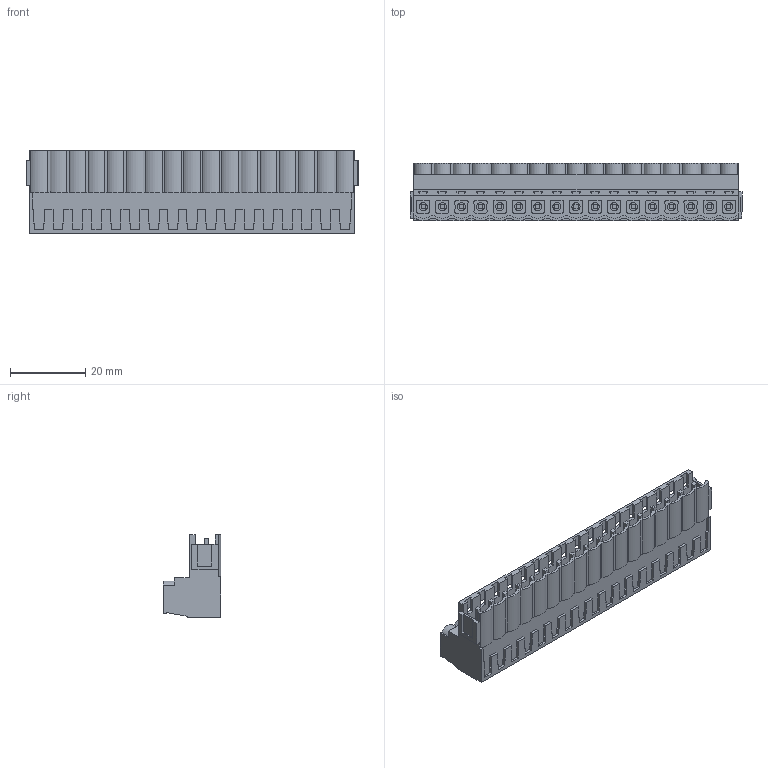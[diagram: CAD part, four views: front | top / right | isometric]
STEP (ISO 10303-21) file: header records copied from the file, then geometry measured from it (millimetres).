
FILE_DESCRIPTION(('CATIA V5 STEP Exchange','CAx-IF Rec.Pracs.--- Model Styling and Organization---1.4--- 2014-01-23'),'2;1');
FILE_NAME ('D1454243_1_1645150000_1645150000.stp','2022-08-02T13:29:04+00:00',('none'),('Weidmueller'),'CATIA Version 5-6 Release 2016 SP3 HF44','CATIA V5 STEP AP214','none');
FILE_SCHEMA(('AUTOMOTIVE_DESIGN { 1 0 10303 214 1 1 1 1 }'));
Length unit declared in the file: millimetre
Products named in the file (1): 1645150000
Bounding box: 88.32 x 15.3 x 22.05 mm (x, y, z)
Volume: 14792.6 mm3; surface area: 12638.1 mm2
Topology: 35 solids, 35 shells, 1188 faces, 3092 edges, 2042 vertices
Faces by surface type: plane 899, cylinder 221, extrusion 68
Entity records: 35211 total; most frequent: CARTESIAN_POINT 8406, ORIENTED_EDGE 6184, DIRECTION 4177, EDGE_CURVE 3092, VECTOR 2512, LINE 2444, VERTEX_POINT 2042, EDGE_LOOP 1290
